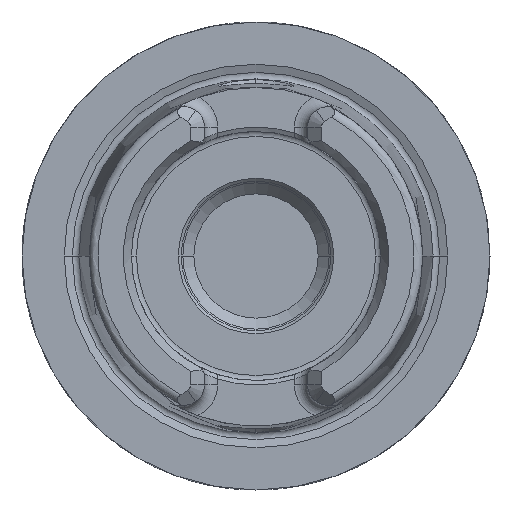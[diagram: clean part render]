
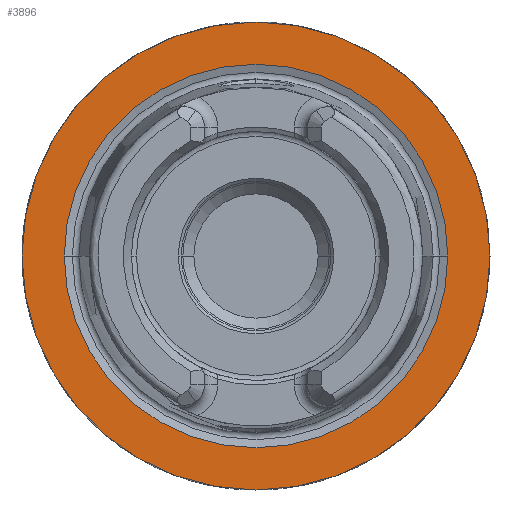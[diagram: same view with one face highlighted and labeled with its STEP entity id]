
A CAD part, left-side view. The second image highlights one B-rep face of the part: STEP entity #3896.
In plain terms, the highlighted planar face has unit normal (-1, 0, 0).
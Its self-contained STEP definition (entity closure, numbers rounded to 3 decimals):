
#652=CARTESIAN_POINT('',(0.,0.,0.));
#653=DIRECTION('',(1.,0.,0.));
#654=DIRECTION('',(0.,1.,0.));
#655=AXIS2_PLACEMENT_3D('',#652,#653,#654);
#657=CARTESIAN_POINT('',(0.,0.,0.));
#658=DIRECTION('',(-1.,0.,0.));
#659=DIRECTION('',(0.,1.,0.));
#660=AXIS2_PLACEMENT_3D('',#657,#658,#659);
#662=CARTESIAN_POINT('',(0.,0.,0.));
#663=DIRECTION('',(-1.,0.,0.));
#664=DIRECTION('',(0.,-1.,0.));
#665=AXIS2_PLACEMENT_3D('',#662,#663,#664);
#667=CARTESIAN_POINT('',(0.,0.,0.));
#668=DIRECTION('',(-1.,0.,0.));
#669=DIRECTION('',(0.,1.,0.));
#670=AXIS2_PLACEMENT_3D('',#667,#668,#669);
#2721=CARTESIAN_POINT('',(0.,-13.114,0.));
#2722=VERTEX_POINT('',#2721);
#2723=CARTESIAN_POINT('',(0.,13.114,0.));
#2724=VERTEX_POINT('',#2723);
#3070=CARTESIAN_POINT('',(0.,16.,0.));
#3071=CARTESIAN_POINT('',(0.,-16.,0.));
#3072=VERTEX_POINT('',#3070);
#3073=VERTEX_POINT('',#3071);
#3881=CARTESIAN_POINT('',(0.,0.,0.));
#3882=DIRECTION('',(1.,0.,0.));
#3883=DIRECTION('',(0.,-1.,0.));
#3884=AXIS2_PLACEMENT_3D('',#3881,#3882,#3883);
#3885=PLANE('',#3884);
#3887=ORIENTED_EDGE('',*,*,#3886,.T.);
#3889=ORIENTED_EDGE('',*,*,#3888,.F.);
#3890=EDGE_LOOP('',(#3887,#3889));
#3891=FACE_OUTER_BOUND('',#3890,.F.);
#3892=ORIENTED_EDGE('',*,*,#3876,.T.);
#3893=ORIENTED_EDGE('',*,*,#3860,.T.);
#3894=EDGE_LOOP('',(#3892,#3893));
#3895=FACE_BOUND('',#3894,.F.);
#3896=ADVANCED_FACE('',(#3891,#3895),#3885,.F.);
#656=CIRCLE('',#655,16.);
#661=CIRCLE('',#660,16.);
#666=CIRCLE('',#665,13.114);
#671=CIRCLE('',#670,13.114);
#3860=EDGE_CURVE('',#2724,#2722,#671,.T.);
#3876=EDGE_CURVE('',#2722,#2724,#666,.T.);
#3886=EDGE_CURVE('',#3072,#3073,#656,.T.);
#3888=EDGE_CURVE('',#3072,#3073,#661,.T.);
